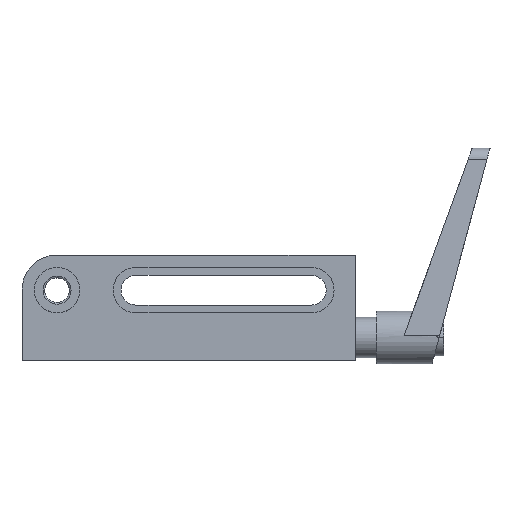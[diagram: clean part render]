
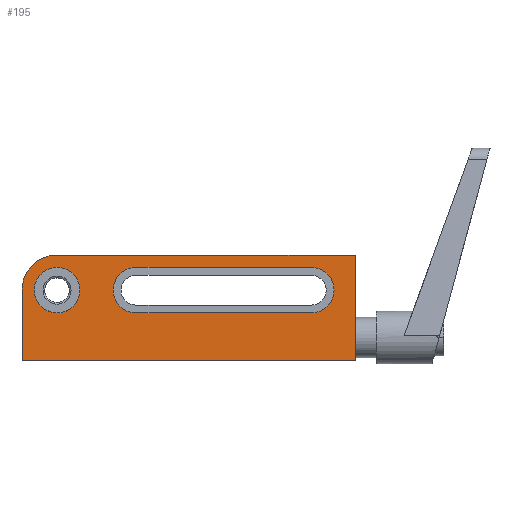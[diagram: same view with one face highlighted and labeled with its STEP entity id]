
A CAD part, top view. The second image highlights one B-rep face of the part: STEP entity #195.
In plain terms, the highlighted planar face has unit normal (0, 0, 1).
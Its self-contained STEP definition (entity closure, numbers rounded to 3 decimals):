
#195=ADVANCED_FACE('',(#406,#407,#408),#409,.T.);
#406=FACE_BOUND('',#646,.T.);
#407=FACE_BOUND('',#647,.T.);
#408=FACE_OUTER_BOUND('',#648,.T.);
#409=PLANE('',#649);
#646=EDGE_LOOP('',(#1084,#1085,#1086,#1087));
#647=EDGE_LOOP('',(#1088,#1089));
#648=EDGE_LOOP('',(#1090,#1091,#1092,#1093,#1094,#1095));
#649=AXIS2_PLACEMENT_3D('',#1096,#1097,#1098);
#1084=ORIENTED_EDGE('',*,*,#1354,.T.);
#1085=ORIENTED_EDGE('',*,*,#1472,.T.);
#1086=ORIENTED_EDGE('',*,*,#1430,.T.);
#1087=ORIENTED_EDGE('',*,*,#1368,.T.);
#1088=ORIENTED_EDGE('',*,*,#1424,.T.);
#1089=ORIENTED_EDGE('',*,*,#1515,.T.);
#1090=ORIENTED_EDGE('',*,*,#1438,.F.);
#1091=ORIENTED_EDGE('',*,*,#1342,.F.);
#1092=ORIENTED_EDGE('',*,*,#1516,.F.);
#1093=ORIENTED_EDGE('',*,*,#1517,.F.);
#1094=ORIENTED_EDGE('',*,*,#1509,.F.);
#1095=ORIENTED_EDGE('',*,*,#1371,.F.);
#1096=CARTESIAN_POINT('',(76.724,-10.588,34.0));
#1097=DIRECTION('',(0.0,0.0,1.0));
#1098=DIRECTION('',(1.0,0.0,0.0));
#1342=EDGE_CURVE('',#1577,#1578,#1579,.T.);
#1354=EDGE_CURVE('',#1600,#1598,#1601,.T.);
#1368=EDGE_CURVE('',#1624,#1600,#1625,.T.);
#1371=EDGE_CURVE('',#1628,#1629,#1630,.T.);
#1424=EDGE_CURVE('',#1714,#1712,#1715,.T.);
#1430=EDGE_CURVE('',#1722,#1624,#1723,.T.);
#1438=EDGE_CURVE('',#1578,#1628,#1735,.T.);
#1472=EDGE_CURVE('',#1598,#1722,#1788,.T.);
#1509=EDGE_CURVE('',#1629,#1842,#1843,.T.);
#1515=EDGE_CURVE('',#1712,#1714,#1849,.T.);
#1516=EDGE_CURVE('',#1850,#1577,#1851,.T.);
#1517=EDGE_CURVE('',#1842,#1850,#1852,.T.);
#1577=VERTEX_POINT('',#1922);
#1578=VERTEX_POINT('',#1923);
#1579=LINE('',#1924,#1925);
#1598=VERTEX_POINT('',#1950);
#1600=VERTEX_POINT('',#1953);
#1601=LINE('',#1954,#1955);
#1624=VERTEX_POINT('',#1985);
#1625=CIRCLE('',#1986,13.0);
#1628=VERTEX_POINT('',#1990);
#1629=VERTEX_POINT('',#1991);
#1630=LINE('',#1992,#1993);
#1712=VERTEX_POINT('',#2101);
#1714=VERTEX_POINT('',#2104);
#1715=CIRCLE('',#2105,13.0);
#1722=VERTEX_POINT('',#2114);
#1723=LINE('',#2115,#2116);
#1735=LINE('',#2141,#2142);
#1788=CIRCLE('',#2224,13.0);
#1842=VERTEX_POINT('',#2317);
#1843=CIRCLE('',#2318,20.);
#1849=CIRCLE('',#2325,13.0);
#1850=VERTEX_POINT('',#2326);
#1851=LINE('',#2327,#2328);
#1852=LINE('',#2329,#2330);
#1922=CARTESIAN_POINT('',(170.0,20.0,34.0));
#1923=CARTESIAN_POINT('',(170.0,-40.0,34.0));
#1924=CARTESIAN_POINT('',(170.0,-40.0,34.0));
#1925=VECTOR('',#2418,1.0);
#1950=CARTESIAN_POINT('',(145.0,13.0,34.0));
#1953=CARTESIAN_POINT('',(45.0,13.0,34.0));
#1954=CARTESIAN_POINT('',(110.862,13.0,34.0));
#1955=VECTOR('',#2432,1.0);
#1985=CARTESIAN_POINT('',(45.0,-13.0,34.0));
#1986=AXIS2_PLACEMENT_3D('',#2449,#2450,#2451);
#1990=CARTESIAN_POINT('',(-20.0,-40.0,34.0));
#1991=CARTESIAN_POINT('',(-20.0,0.0,34.0));
#1992=CARTESIAN_POINT('',(-20.0,0.0,34.0));
#1993=VECTOR('',#2453,1.0);
#2101=CARTESIAN_POINT('',(13.0,0.,34.0));
#2104=CARTESIAN_POINT('',(-13.0,0.0,34.0));
#2105=AXIS2_PLACEMENT_3D('',#2523,#2524,#2525);
#2114=CARTESIAN_POINT('',(145.0,-13.0,34.0));
#2115=CARTESIAN_POINT('',(60.862,-13.0,34.0));
#2116=VECTOR('',#2531,1.0);
#2141=CARTESIAN_POINT('',(-20.0,-40.0,34.0));
#2142=VECTOR('',#2536,1.0);
#2224=AXIS2_PLACEMENT_3D('',#2584,#2585,#2586);
#2317=CARTESIAN_POINT('',(-5.176,19.319,34.0));
#2318=AXIS2_PLACEMENT_3D('',#2632,#2633,#2634);
#2325=AXIS2_PLACEMENT_3D('',#2642,#2643,#2644);
#2326=CARTESIAN_POINT('',(-2.633,20.0,34.0));
#2327=CARTESIAN_POINT('',(170.0,20.0,34.0));
#2328=VECTOR('',#2645,1.0);
#2329=CARTESIAN_POINT('',(-2.633,20.0,34.0));
#2330=VECTOR('',#2646,1.0);
#2418=DIRECTION('',(0.0,-1.0,0.0));
#2432=DIRECTION('',(1.0,0.0,0.0));
#2449=CARTESIAN_POINT('',(45.0,0.0,34.0));
#2450=DIRECTION('',(0.0,0.0,-1.0));
#2451=DIRECTION('',(0.0,1.0,0.0));
#2453=DIRECTION('',(0.0,1.0,0.0));
#2523=CARTESIAN_POINT('',(0.0,0.0,34.0));
#2524=DIRECTION('',(0.0,0.0,-1.0));
#2525=DIRECTION('',(1.0,0.0,0.0));
#2531=DIRECTION('',(-1.0,0.0,0.0));
#2536=DIRECTION('',(-1.0,0.0,0.0));
#2584=CARTESIAN_POINT('',(145.0,0.0,34.0));
#2585=DIRECTION('',(0.0,0.0,-1.0));
#2586=DIRECTION('',(0.0,-1.0,0.0));
#2632=CARTESIAN_POINT('',(0.,0.,34.0));
#2633=DIRECTION('',(0.0,0.0,-1.0));
#2634=DIRECTION('',(-0.259,0.966,0.0));
#2642=CARTESIAN_POINT('',(0.0,0.0,34.0));
#2643=DIRECTION('',(0.0,0.0,-1.0));
#2644=DIRECTION('',(1.0,0.0,0.0));
#2645=DIRECTION('',(1.0,0.0,0.0));
#2646=DIRECTION('',(0.966,0.259,0.0));
